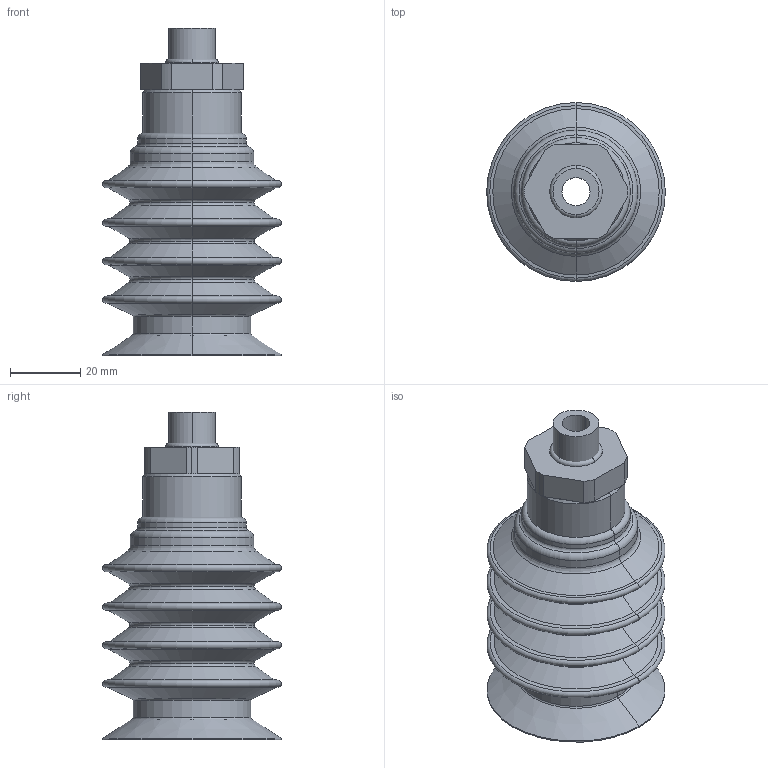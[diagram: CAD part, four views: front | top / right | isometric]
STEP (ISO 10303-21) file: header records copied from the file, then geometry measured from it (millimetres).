
FILE_DESCRIPTION (( 'STEP AP203' ), '1' );
FILE_NAME ('10.01.06.03532.step', '2021-04-14T12:33:26', ( '' ), ( '' ), 'SwSTEP 2.0', 'SolidWorks 2021', '' );
FILE_SCHEMA (( 'CONFIG_CONTROL_DESIGN' ));
Length unit declared in the file: millimetre
Products named in the file (1): 10.01.06.03532
Bounding box: 51 x 51 x 93.5 mm (x, y, z)
Volume: 56919.1 mm3; surface area: 28804.7 mm2
Topology: 3 solids, 3 shells, 132 faces, 275 edges, 154 vertices
Faces by surface type: cone 42, cylinder 37, torus 36, plane 17
Entity records: 3578 total; most frequent: DIRECTION 719, CARTESIAN_POINT 562, ORIENTED_EDGE 550, AXIS2_PLACEMENT_3D 311, EDGE_CURVE 275, CIRCLE 178, VERTEX_POINT 154, EDGE_LOOP 143
